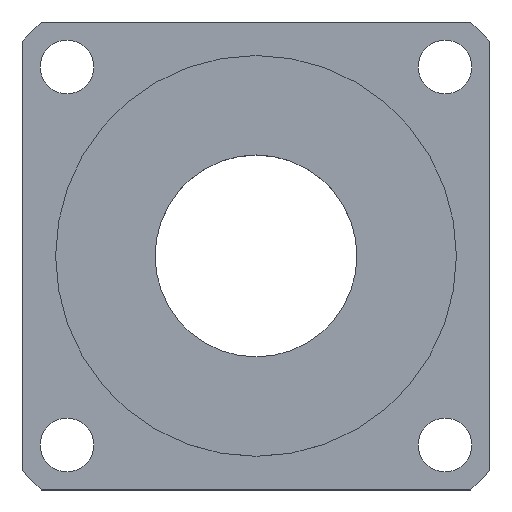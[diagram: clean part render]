
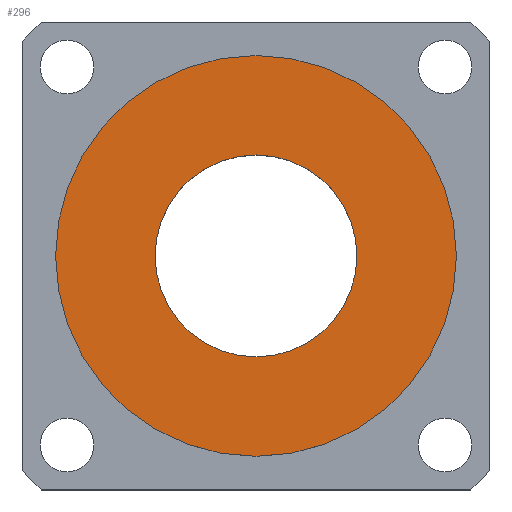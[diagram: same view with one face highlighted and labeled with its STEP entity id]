
A CAD part, top view. The second image highlights one B-rep face of the part: STEP entity #296.
In plain terms, the highlighted planar face has unit normal (0, 0, 1).
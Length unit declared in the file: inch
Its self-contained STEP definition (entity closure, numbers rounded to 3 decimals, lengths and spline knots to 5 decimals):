
#8 = CARTESIAN_POINT ( 'NONE',  ( 0., 0., 0.05 ) ) ;
#28 = DIRECTION ( 'NONE',  ( 0., 0., 1. ) ) ;
#82 = DIRECTION ( 'NONE',  ( 1., 0., 0. ) ) ;
#97 = AXIS2_PLACEMENT_3D ( 'NONE', #241, #735, #796 ) ;
#98 = AXIS2_PLACEMENT_3D ( 'NONE', #421, #728, #690 ) ;
#117 = ORIENTED_EDGE ( 'NONE', *, *, #239, .F. ) ;
#119 = CIRCLE ( 'NONE', #97, 0.7495 ) ;
#120 = VERTEX_POINT ( 'NONE', #215 ) ;
#129 = CARTESIAN_POINT ( 'NONE',  ( -0.3775, 0., 0.05 ) ) ;
#133 = CIRCLE ( 'NONE', #98, 0.3775 ) ;
#143 = PLANE ( 'NONE',  #782 ) ;
#147 = FACE_OUTER_BOUND ( 'NONE', #763, .T. ) ;
#155 = EDGE_CURVE ( 'NONE', #548, #120, #119, .T. ) ;
#156 = CARTESIAN_POINT ( 'NONE',  ( 0., 0., 0.05 ) ) ;
#183 = ORIENTED_EDGE ( 'NONE', *, *, #695, .F. ) ;
#207 = ORIENTED_EDGE ( 'NONE', *, *, #420, .T. ) ;
#215 = CARTESIAN_POINT ( 'NONE',  ( 0.7495, 0., 0.05 ) ) ;
#217 = VERTEX_POINT ( 'NONE', #378 ) ;
#236 = EDGE_LOOP ( 'NONE', ( #183, #117 ) ) ;
#239 = EDGE_CURVE ( 'NONE', #786, #217, #133, .T. ) ;
#241 = CARTESIAN_POINT ( 'NONE',  ( 0., 0., 0.05 ) ) ;
#296 = ADVANCED_FACE ( 'NONE', ( #324, #147 ), #143, .T. ) ;
#324 = FACE_BOUND ( 'NONE', #236, .T. ) ;
#378 = CARTESIAN_POINT ( 'NONE',  ( 0.3775, 0., 0.05 ) ) ;
#382 = CARTESIAN_POINT ( 'NONE',  ( -0.7495, 0., 0.05 ) ) ;
#391 = DIRECTION ( 'NONE',  ( 0., 0., 1. ) ) ;
#420 = EDGE_CURVE ( 'NONE', #120, #548, #455, .T. ) ;
#421 = CARTESIAN_POINT ( 'NONE',  ( 0., 0., 0.05 ) ) ;
#439 = AXIS2_PLACEMENT_3D ( 'NONE', #820, #28, #677 ) ;
#455 = CIRCLE ( 'NONE', #439, 0.7495 ) ;
#548 = VERTEX_POINT ( 'NONE', #382 ) ;
#666 = AXIS2_PLACEMENT_3D ( 'NONE', #156, #391, #674 ) ;
#667 = CIRCLE ( 'NONE', #666, 0.3775 ) ;
#674 = DIRECTION ( 'NONE',  ( 1., 0., 0. ) ) ;
#677 = DIRECTION ( 'NONE',  ( 1., 0., 0. ) ) ;
#690 = DIRECTION ( 'NONE',  ( 1., 0., 0. ) ) ;
#695 = EDGE_CURVE ( 'NONE', #217, #786, #667, .T. ) ;
#700 = DIRECTION ( 'NONE',  ( 0., 0., 1. ) ) ;
#728 = DIRECTION ( 'NONE',  ( 0., 0., 1. ) ) ;
#735 = DIRECTION ( 'NONE',  ( 0., 0., 1. ) ) ;
#763 = EDGE_LOOP ( 'NONE', ( #787, #207 ) ) ;
#782 = AXIS2_PLACEMENT_3D ( 'NONE', #8, #700, #82 ) ;
#786 = VERTEX_POINT ( 'NONE', #129 ) ;
#787 = ORIENTED_EDGE ( 'NONE', *, *, #155, .T. ) ;
#796 = DIRECTION ( 'NONE',  ( 1., 0., 0. ) ) ;
#820 = CARTESIAN_POINT ( 'NONE',  ( 0., 0., 0.05 ) ) ;
